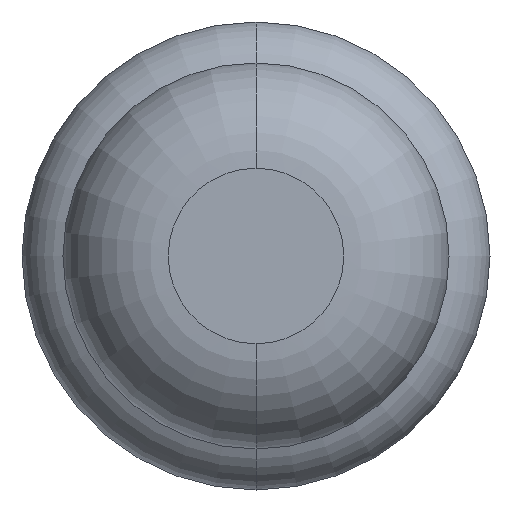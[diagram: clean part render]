
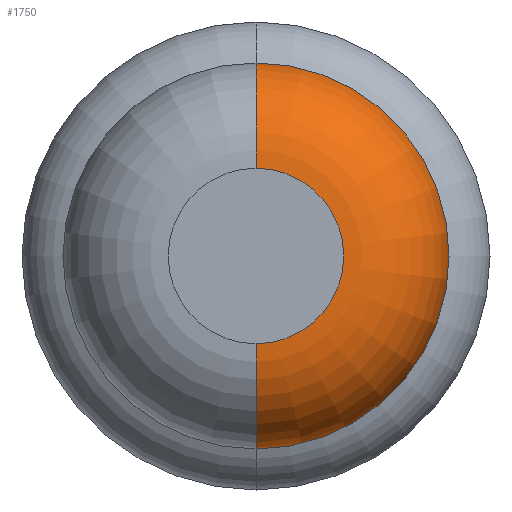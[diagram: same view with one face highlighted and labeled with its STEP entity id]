
A CAD part, front view. The second image highlights one B-rep face of the part: STEP entity #1750.
In plain terms, the highlighted toroidal (fillet/blend) face has major radius 0.375 mm and minor radius 0.45 mm.
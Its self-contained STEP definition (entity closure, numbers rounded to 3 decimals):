
#149 = CARTESIAN_POINT ( 'NONE',  ( 0., -28.55, -0.825 ) ) ;
#267 = ORIENTED_EDGE ( 'NONE', *, *, #1688, .F. ) ;
#356 = EDGE_CURVE ( 'Defeature ausgef�hrt1_13+Defeature ausgef�hrt1_12+Defeature ausgef�hrt1_12+Defeature ausgef�hrt1_12', #525, #2825, #1510, .T. ) ;
#525 = VERTEX_POINT ( 'NONE', #3313 ) ;
#572 = ORIENTED_EDGE ( 'NONE', *, *, #2837, .T. ) ;
#755 = CARTESIAN_POINT ( 'NONE',  ( 0., -29., 0. ) ) ;
#804 = CARTESIAN_POINT ( 'NONE',  ( 0., -28.55, 0. ) ) ;
#876 = AXIS2_PLACEMENT_3D ( 'NONE', #804, #3099, #1920 ) ;
#966 = DIRECTION ( 'NONE',  ( 0., 1., 0. ) ) ;
#1002 = CIRCLE ( 'NONE', #2270, 0.45 ) ;
#1010 = CIRCLE ( 'NONE', #1939, 0.375 ) ;
#1255 = CIRCLE ( 'NONE', #1743, 0.45 ) ;
#1292 = VERTEX_POINT ( 'NONE', #1560 ) ;
#1354 = CARTESIAN_POINT ( 'NONE',  ( 0., -28.55, 0.375 ) ) ;
#1510 = CIRCLE ( 'NONE', #1714, 0.825 ) ;
#1542 = EDGE_LOOP ( 'NONE', ( #2004, #572, #2811, #267 ) ) ;
#1560 = CARTESIAN_POINT ( 'NONE',  ( 0., -29., -0.375 ) ) ;
#1688 = EDGE_CURVE ( 'NONE', #3095, #525, #1002, .T. ) ;
#1714 = AXIS2_PLACEMENT_3D ( 'NONE', #2671, #966, #1812 ) ;
#1743 = AXIS2_PLACEMENT_3D ( 'NONE', #3293, #2983, #3582 ) ;
#1750 = ADVANCED_FACE ( 'Defeature ausgef�hrt1_12', ( #3301 ), #2925, .T. ) ;
#1812 = DIRECTION ( 'NONE',  ( 0., 0., 1. ) ) ;
#1920 = DIRECTION ( 'NONE',  ( 0., 0., 1. ) ) ;
#1939 = AXIS2_PLACEMENT_3D ( 'NONE', #755, #3658, #2750 ) ;
#2004 = ORIENTED_EDGE ( 'NONE', *, *, #3359, .T. ) ;
#2258 = CARTESIAN_POINT ( 'NONE',  ( 0., -29., 0.375 ) ) ;
#2270 = AXIS2_PLACEMENT_3D ( 'NONE', #1354, #3411, #3692 ) ;
#2671 = CARTESIAN_POINT ( 'NONE',  ( 0., -28.55, 0. ) ) ;
#2750 = DIRECTION ( 'NONE',  ( 0., 0., 1. ) ) ;
#2811 = ORIENTED_EDGE ( 'NONE', *, *, #356, .F. ) ;
#2825 = VERTEX_POINT ( 'NONE', #149 ) ;
#2837 = EDGE_CURVE ( 'NONE', #1292, #2825, #1255, .T. ) ;
#2925 = TOROIDAL_SURFACE ( 'NONE', #876, 0.375, 0.45 ) ;
#2983 = DIRECTION ( 'NONE',  ( 1., 0., 0. ) ) ;
#3095 = VERTEX_POINT ( 'NONE', #2258 ) ;
#3099 = DIRECTION ( 'NONE',  ( 0., 1., 0. ) ) ;
#3293 = CARTESIAN_POINT ( 'NONE',  ( 0., -28.55, -0.375 ) ) ;
#3301 = FACE_OUTER_BOUND ( 'NONE', #1542, .T. ) ;
#3313 = CARTESIAN_POINT ( 'NONE',  ( 0., -28.55, 0.825 ) ) ;
#3359 = EDGE_CURVE ( 'Defeature ausgef�hrt1_12+Defeature ausgef�hrt1_11+Defeature ausgef�hrt1_11+Defeature ausgef�hrt1_11', #3095, #1292, #1010, .T. ) ;
#3411 = DIRECTION ( 'NONE',  ( -1., 0., 0. ) ) ;
#3582 = DIRECTION ( 'NONE',  ( 0., 0., -1. ) ) ;
#3658 = DIRECTION ( 'NONE',  ( 0., 1., 0. ) ) ;
#3692 = DIRECTION ( 'NONE',  ( 0., 0., 1. ) ) ;
